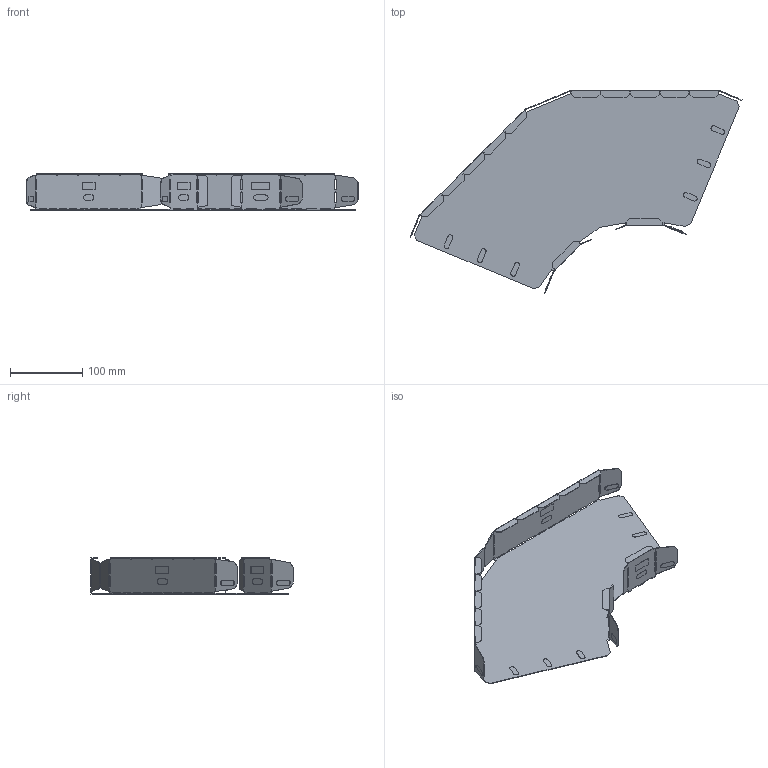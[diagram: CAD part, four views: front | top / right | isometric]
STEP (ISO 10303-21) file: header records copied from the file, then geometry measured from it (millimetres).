
FILE_DESCRIPTION(/* description */ (''),/* implementation_level */ '2;1');
FILE_NAME(/* name */ '485377.stp',/* time_stamp */ '2023-12-19T13:50:07+01:00',/* author */ ('bonnaudn'),/* organization */ (''),/* preprocessor_version */ 'ST-DEVELOPER v19.2',/* originating_system */ 'AutoCAD Mechanical',/* authorisation */ '');
FILE_SCHEMA (('AUTOMOTIVE_DESIGN { 1 0 10303 214 3 1 1 }'));
Length unit declared in the file: millimetre
Products named in the file (1): Product
Bounding box: 459.85 x 280.93 x 50.3 mm (x, y, z)
Volume: 89350.6 mm3; surface area: 231768.1 mm2
Topology: 1 solids, 37 shells, 387 faces, 1429 edges, 1000 vertices
Faces by surface type: plane 387
Entity records: 15164 total; most frequent: CARTESIAN_POINT 2817, ORIENTED_EDGE 2714, DIRECTION 2261, EDGE_CURVE 1429, LINE 1373, VECTOR 1373, VERTEX_POINT 1000, AXIS2_PLACEMENT_3D 444
